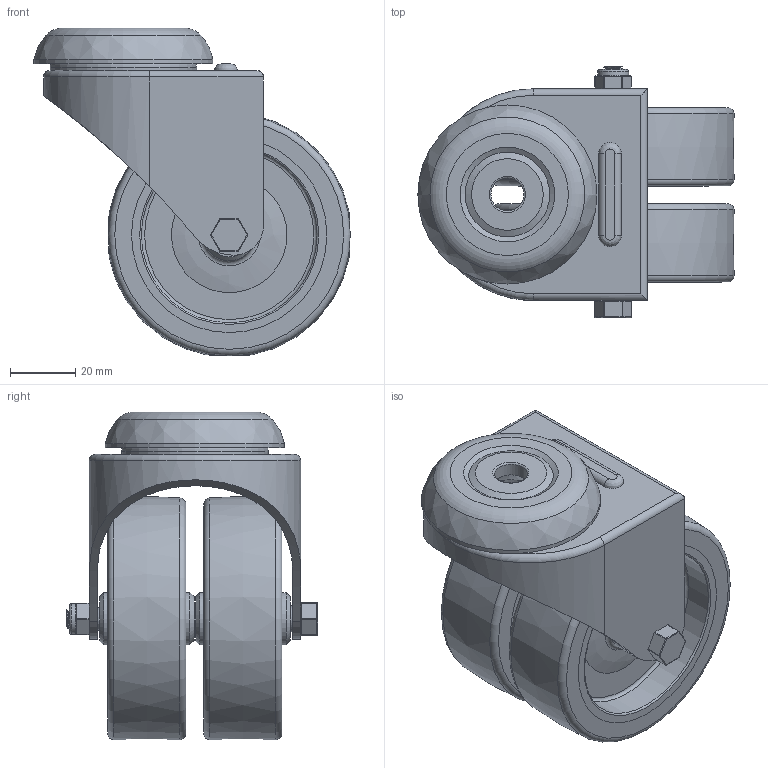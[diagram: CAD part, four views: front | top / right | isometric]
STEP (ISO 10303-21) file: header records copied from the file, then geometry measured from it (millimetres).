
FILE_DESCRIPTION(/* description */ (''),/* implementation_level */ '2;1');
FILE_NAME(/* name */ '2BZA75VGRBH10.step',/* time_stamp */ '2025-06-06T10:06:23+01:00',/* author */ (''),/* organization */ (''),/* preprocessor_version */ 'ST-DEVELOPER v20.1',/* originating_system */ 'Autodesk Translation Framework v14.10.0.0',/* authorisation */ '');
FILE_SCHEMA (('AUTOMOTIVE_DESIGN { 1 0 10303 214 3 1 1 }'));
Length unit declared in the file: millimetre
Products named in the file (16): 2BZA75VGRBH10; 2BZA75ASBH10 v1; ZINC PLATED TOP PLATE; ZINC PLATED FORKS; BZL75WVGR8 v1; POLYPROPYLENE RIM; THERMOPLASTIC RUBBER TYRE; BZL75WVGR8 v1 (1); POLYPROPYLENE RIM (1); THERMOPLASTIC RUBBER TYRE (1); 2BZABN75 v2; ZINC PLATED BOLT (1); NYLOCM6Z v1; NYLOC THIN NUT; NUT; SEAL
Assembly tree (15 placements, depth 4):
  2BZA75VGRBH10
    2BZA75ASBH10 v1
      ZINC PLATED TOP PLATE
      ZINC PLATED FORKS
    BZL75WVGR8 v1
      POLYPROPYLENE RIM
      THERMOPLASTIC RUBBER TYRE
    BZL75WVGR8 v1 (1)
      POLYPROPYLENE RIM (1)
      THERMOPLASTIC RUBBER TYRE (1)
    2BZABN75 v2
      ZINC PLATED BOLT (1)
    NYLOCM6Z v1
      NYLOC THIN NUT
        NUT
        SEAL
Bounding box: 97.15 x 77.25 x 100.65 mm (x, y, z)
Volume: 162929.9 mm3; surface area: 87359.6 mm2
Topology: 9 solids, 9 shells, 230 faces, 499 edges, 306 vertices
Faces by surface type: cylinder 87, plane 65, torus 32, bspline 20, cone 14, sphere 12
Full cylindrical faces by diameter (mm): 4.744 x2, 5.884 x5, 6 x2, 6.1 x1, 7 x2, 8 x1, 8.1 x1, 8.4 x2, 8.5 x1, 9.5 x1, 10.1 x1, 13 x1, 16 x4, 22.211 x2, 35.92 x1, 43 x1, 45 x1, 51 x1, 54 x4, 55 x1, 60 x4
Entity records: 9391 total; most frequent: CARTESIAN_POINT 3860, DIRECTION 1188, ORIENTED_EDGE 998, AXIS2_PLACEMENT_3D 512, EDGE_CURVE 499, VERTEX_POINT 306, EDGE_LOOP 269, CIRCLE 268
